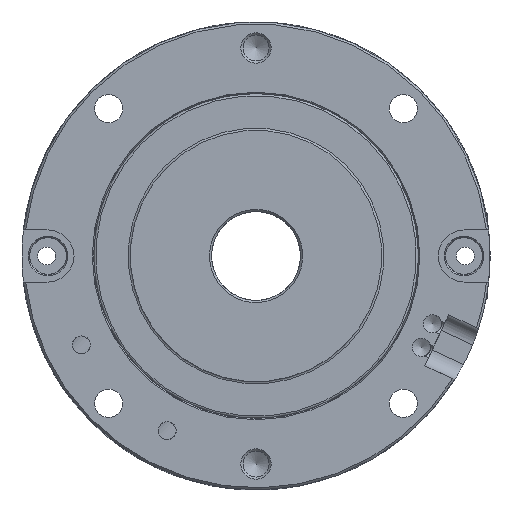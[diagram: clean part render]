
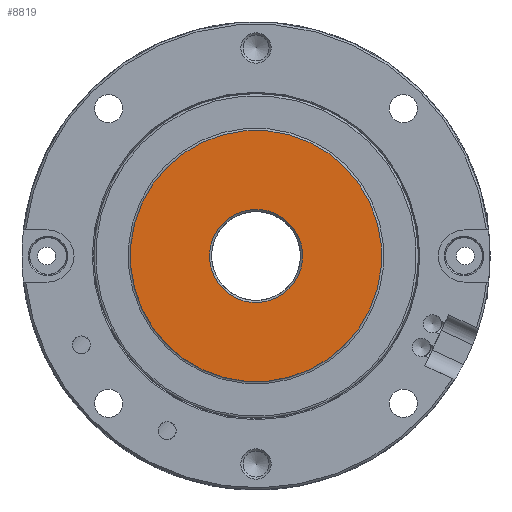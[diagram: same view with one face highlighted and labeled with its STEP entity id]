
A CAD part, front view. The second image highlights one B-rep face of the part: STEP entity #8819.
In plain terms, the highlighted face is planar.
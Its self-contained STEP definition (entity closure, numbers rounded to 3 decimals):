
#2028=FACE_BOUND('',#2838,.T.);
#2313=FACE_OUTER_BOUND('',#2837,.T.);
#2837=EDGE_LOOP('',(#7208,#7209));
#2838=EDGE_LOOP('',(#7210));
#3340=CIRCLE('',#9811,29.);
#3341=CIRCLE('',#9812,29.);
#3342=CIRCLE('',#9814,10.75);
#3985=VERTEX_POINT('',#15365);
#3986=VERTEX_POINT('',#15367);
#3987=VERTEX_POINT('',#15371);
#5119=EDGE_CURVE('',#3985,#3986,#3340,.T.);
#5120=EDGE_CURVE('',#3986,#3985,#3341,.T.);
#5121=EDGE_CURVE('',#3987,#3987,#3342,.T.);
#7208=ORIENTED_EDGE('',*,*,#5120,.F.);
#7209=ORIENTED_EDGE('',*,*,#5119,.F.);
#7210=ORIENTED_EDGE('',*,*,#5121,.F.);
#8413=PLANE('',#9817);
#8819=ADVANCED_FACE('',(#2313,#2028),#8413,.T.);
#9811=AXIS2_PLACEMENT_3D('',#15368,#11686,#11687);
#9812=AXIS2_PLACEMENT_3D('',#15369,#11688,#11689);
#9814=AXIS2_PLACEMENT_3D('',#15372,#11692,#11693);
#9817=AXIS2_PLACEMENT_3D('',#15378,#11699,#11700);
#11686=DIRECTION('center_axis',(0.,0.,1.));
#11687=DIRECTION('ref_axis',(1.,0.,0.));
#11688=DIRECTION('center_axis',(0.,0.,1.));
#11689=DIRECTION('ref_axis',(1.,0.,0.));
#11692=DIRECTION('center_axis',(0.,0.,-1.));
#11693=DIRECTION('ref_axis',(-1.,0.,0.));
#11699=DIRECTION('center_axis',(0.,0.,-1.));
#11700=DIRECTION('ref_axis',(-1.,0.,0.));
#15365=CARTESIAN_POINT('',(-29.,0.,0.));
#15367=CARTESIAN_POINT('',(29.,0.,0.));
#15368=CARTESIAN_POINT('Origin',(0.,0.,0.));
#15369=CARTESIAN_POINT('Origin',(0.,0.,0.));
#15371=CARTESIAN_POINT('',(10.75,0.,0.));
#15372=CARTESIAN_POINT('Origin',(0.,0.,0.));
#15378=CARTESIAN_POINT('Origin',(29.,0.,0.));
